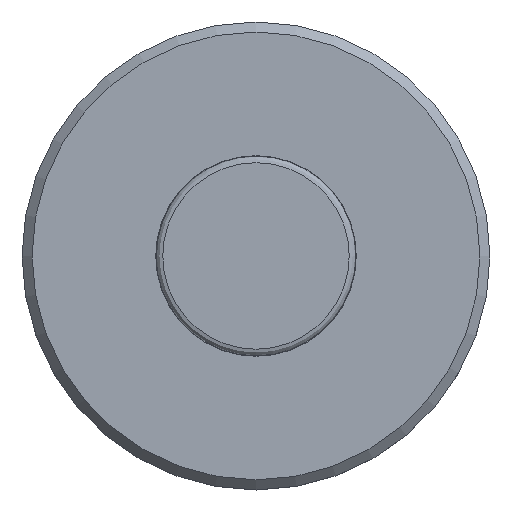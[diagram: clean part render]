
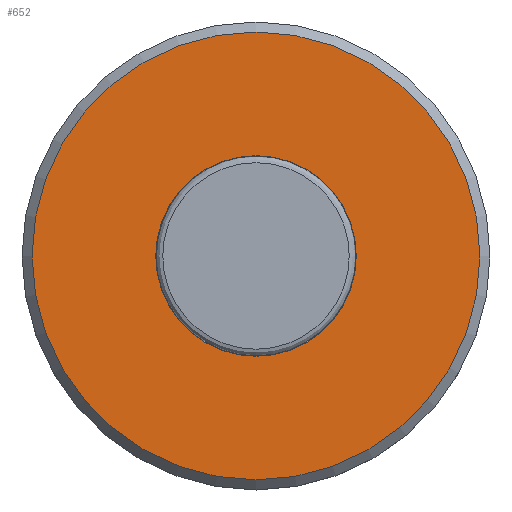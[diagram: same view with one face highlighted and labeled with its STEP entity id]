
A CAD part, top view. The second image highlights one B-rep face of the part: STEP entity #652.
In plain terms, the highlighted planar face has unit normal (0, 0, 1).
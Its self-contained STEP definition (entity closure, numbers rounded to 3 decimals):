
#56=FACE_BOUND('',#146,.T.);
#65=PLANE('',#744);
#104=FACE_OUTER_BOUND('',#145,.T.);
#145=EDGE_LOOP('',(#514));
#146=EDGE_LOOP('',(#515,#516));
#208=CIRCLE('',#743,3.35);
#209=CIRCLE('',#745,1.5);
#210=CIRCLE('',#746,1.5);
#316=VERTEX_POINT('',#1886);
#317=VERTEX_POINT('',#1890);
#318=VERTEX_POINT('',#1891);
#389=EDGE_CURVE('',#316,#316,#208,.T.);
#391=EDGE_CURVE('',#317,#318,#209,.T.);
#392=EDGE_CURVE('',#318,#317,#210,.T.);
#514=ORIENTED_EDGE('',*,*,#389,.F.);
#515=ORIENTED_EDGE('',*,*,#391,.F.);
#516=ORIENTED_EDGE('',*,*,#392,.F.);
#652=ADVANCED_FACE('',(#104,#56),#65,.T.);
#743=AXIS2_PLACEMENT_3D('',#1887,#928,#929);
#744=AXIS2_PLACEMENT_3D('',#1889,#931,#932);
#745=AXIS2_PLACEMENT_3D('',#1892,#933,#934);
#746=AXIS2_PLACEMENT_3D('',#1893,#935,#936);
#928=DIRECTION('center_axis',(0.,0.,-1.));
#929=DIRECTION('ref_axis',(-1.,0.,0.));
#931=DIRECTION('center_axis',(0.,0.,1.));
#932=DIRECTION('ref_axis',(0.,1.,0.));
#933=DIRECTION('center_axis',(0.,0.,1.));
#934=DIRECTION('ref_axis',(1.,0.,0.));
#935=DIRECTION('center_axis',(0.,0.,1.));
#936=DIRECTION('ref_axis',(1.,0.,0.));
#1886=CARTESIAN_POINT('',(3.35,0.,15.9));
#1887=CARTESIAN_POINT('Origin',(0.,0.,15.9));
#1889=CARTESIAN_POINT('Origin',(2.5,0.,15.9));
#1890=CARTESIAN_POINT('',(1.5,0.,15.9));
#1891=CARTESIAN_POINT('',(-1.5,0.,15.9));
#1892=CARTESIAN_POINT('Origin',(0.,0.,15.9));
#1893=CARTESIAN_POINT('Origin',(0.,0.,15.9));
